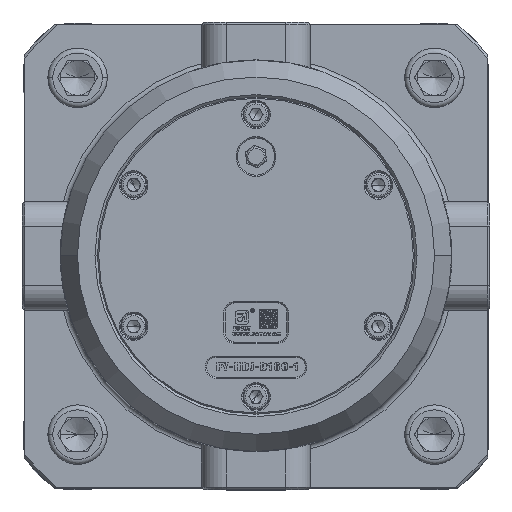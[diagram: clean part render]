
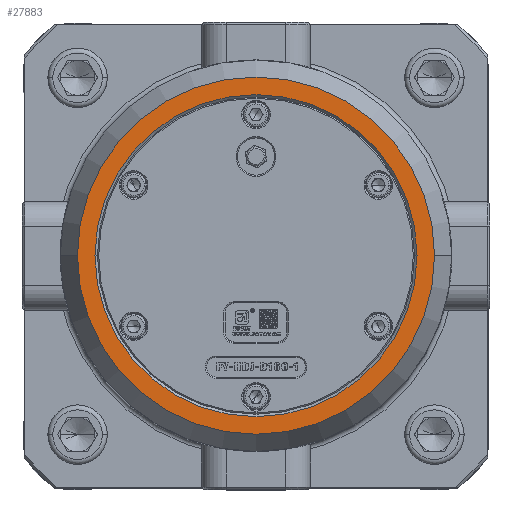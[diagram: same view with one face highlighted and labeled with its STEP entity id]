
A CAD part, top view. The second image highlights one B-rep face of the part: STEP entity #27883.
In plain terms, the highlighted planar face has unit normal (0, 0, 1).
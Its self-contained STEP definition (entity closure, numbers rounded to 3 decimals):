
#1005 = DIRECTION ( 'NONE',  ( 1., 0., 0. ) ) ;
#1079 = FACE_BOUND ( 'NONE', #17069, .T. ) ;
#1253 = EDGE_CURVE ( 'NONE', #6451, #12987, #46394, .T. ) ;
#2103 = CARTESIAN_POINT ( 'NONE',  ( -65., 0., 148. ) ) ;
#3159 = EDGE_CURVE ( 'NONE', #12987, #6451, #36078, .T. ) ;
#5268 = EDGE_CURVE ( 'NONE', #26260, #48101, #49878, .T. ) ;
#6451 = VERTEX_POINT ( 'NONE', #2103 ) ;
#9000 = CARTESIAN_POINT ( 'NONE',  ( 0., 0., 148. ) ) ;
#11645 = EDGE_CURVE ( 'NONE', #48101, #26260, #24730, .T. ) ;
#12847 = ORIENTED_EDGE ( 'NONE', *, *, #3159, .T. ) ;
#12987 = VERTEX_POINT ( 'NONE', #16051 ) ;
#13918 = AXIS2_PLACEMENT_3D ( 'NONE', #9000, #16421, #28360 ) ;
#16051 = CARTESIAN_POINT ( 'NONE',  ( 65., 0., 148. ) ) ;
#16421 = DIRECTION ( 'NONE',  ( 0., 0., -1. ) ) ;
#17069 = EDGE_LOOP ( 'NONE', ( #12847, #43392 ) ) ;
#18944 = DIRECTION ( 'NONE',  ( 0., 0., 1. ) ) ;
#20973 = DIRECTION ( 'NONE',  ( 0., 0., 1. ) ) ;
#23343 = CARTESIAN_POINT ( 'NONE',  ( 0., 0., 148. ) ) ;
#23390 = DIRECTION ( 'NONE',  ( 0., 0., -1. ) ) ;
#23450 = DIRECTION ( 'NONE',  ( 1., 0., 0. ) ) ;
#24730 = CIRCLE ( 'NONE', #29999, 72.072 ) ;
#25491 = DIRECTION ( 'NONE',  ( 0., 0., 1. ) ) ;
#26260 = VERTEX_POINT ( 'NONE', #33740 ) ;
#27183 = ORIENTED_EDGE ( 'NONE', *, *, #5268, .T. ) ;
#27883 = ADVANCED_FACE ( 'NONE', ( #32360, #1079 ), #45340, .T. ) ;
#28360 = DIRECTION ( 'NONE',  ( 1., 0., 0. ) ) ;
#29999 = AXIS2_PLACEMENT_3D ( 'NONE', #43303, #18944, #47353 ) ;
#32360 = FACE_OUTER_BOUND ( 'NONE', #38298, .T. ) ;
#33740 = CARTESIAN_POINT ( 'NONE',  ( 72.072, 0., 148. ) ) ;
#36078 = CIRCLE ( 'NONE', #13918, 65. ) ;
#37157 = CARTESIAN_POINT ( 'NONE',  ( 0., 0., 148. ) ) ;
#38298 = EDGE_LOOP ( 'NONE', ( #44779, #27183 ) ) ;
#43303 = CARTESIAN_POINT ( 'NONE',  ( 0., 0., 148. ) ) ;
#43392 = ORIENTED_EDGE ( 'NONE', *, *, #1253, .T. ) ;
#44353 = AXIS2_PLACEMENT_3D ( 'NONE', #49754, #25491, #1005 ) ;
#44779 = ORIENTED_EDGE ( 'NONE', *, *, #11645, .T. ) ;
#45340 = PLANE ( 'NONE',  #46788 ) ;
#46394 = CIRCLE ( 'NONE', #49256, 65. ) ;
#46788 = AXIS2_PLACEMENT_3D ( 'NONE', #37157, #20973, #49365 ) ;
#47064 = CARTESIAN_POINT ( 'NONE',  ( -72.072, 0., 148. ) ) ;
#47353 = DIRECTION ( 'NONE',  ( 1., 0., 0. ) ) ;
#48101 = VERTEX_POINT ( 'NONE', #47064 ) ;
#49256 = AXIS2_PLACEMENT_3D ( 'NONE', #23343, #23390, #23450 ) ;
#49365 = DIRECTION ( 'NONE',  ( 1., 0., 0. ) ) ;
#49754 = CARTESIAN_POINT ( 'NONE',  ( 0., 0., 148. ) ) ;
#49878 = CIRCLE ( 'NONE', #44353, 72.072 ) ;
